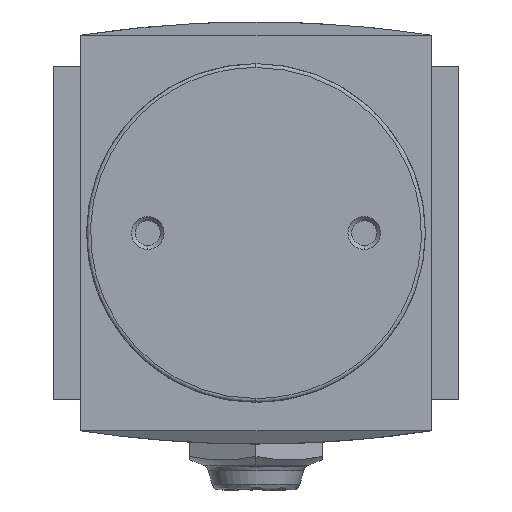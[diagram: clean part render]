
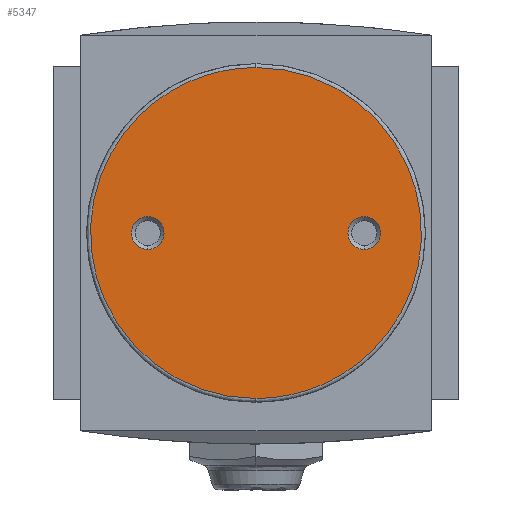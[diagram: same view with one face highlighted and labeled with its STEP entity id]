
A CAD part, front view. The second image highlights one B-rep face of the part: STEP entity #5347.
In plain terms, the highlighted planar face has unit normal (0, -1, 0).
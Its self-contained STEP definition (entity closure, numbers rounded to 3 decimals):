
#33 = DIRECTION ( 'NONE',  ( 0., 1., 0. ) ) ;
#604 = EDGE_CURVE ( 'NONE', #4346, #995, #14964, .T. ) ;
#760 = CARTESIAN_POINT ( 'NONE',  ( -42.5, -33., 21.25 ) ) ;
#995 = VERTEX_POINT ( 'NONE', #4200 ) ;
#1284 = AXIS2_PLACEMENT_3D ( 'NONE', #9458, #15833, #11317 ) ;
#1725 = DIRECTION ( 'NONE',  ( 0., -1., 0. ) ) ;
#1887 = DIRECTION ( 'NONE',  ( 0., -1., 0. ) ) ;
#1923 = CARTESIAN_POINT ( 'NONE',  ( 42.5, -33., 21.25 ) ) ;
#2020 = EDGE_CURVE ( 'NONE', #3269, #10542, #7216, .T. ) ;
#3066 =( BOUNDED_CURVE ( )  B_SPLINE_CURVE ( 3, ( #6943, #19686, #760, #11515 ),
 .UNSPECIFIED., .F., .F. ) 
 B_SPLINE_CURVE_WITH_KNOTS ( ( 4, 4 ),
 ( 0., 0.5 ),
 .UNSPECIFIED. ) 
 CURVE ( )  GEOMETRIC_REPRESENTATION_ITEM ( )  RATIONAL_B_SPLINE_CURVE ( ( 1., 0.333, 0.333, 1. ) ) 
 REPRESENTATION_ITEM ( '' )  );
#3269 = VERTEX_POINT ( 'NONE', #11059 ) ;
#3327 = CARTESIAN_POINT ( 'NONE',  ( 0., -33., -21.25 ) ) ;
#3959 = FACE_OUTER_BOUND ( 'NONE', #11904, .T. ) ;
#4046 = ORIENTED_EDGE ( 'NONE', *, *, #604, .F. ) ;
#4200 = CARTESIAN_POINT ( 'NONE',  ( -13.9, -33., -2.1 ) ) ;
#4302 = ORIENTED_EDGE ( 'NONE', *, *, #11607, .F. ) ;
#4346 = VERTEX_POINT ( 'NONE', #7226 ) ;
#4468 =( BOUNDED_CURVE ( )  B_SPLINE_CURVE ( 3, ( #8154, #1923, #9747, #3327 ),
 .UNSPECIFIED., .F., .F. ) 
 B_SPLINE_CURVE_WITH_KNOTS ( ( 4, 4 ),
 ( 0.5, 1. ),
 .UNSPECIFIED. ) 
 CURVE ( )  GEOMETRIC_REPRESENTATION_ITEM ( )  RATIONAL_B_SPLINE_CURVE ( ( 1., 0.333, 0.333, 1. ) ) 
 REPRESENTATION_ITEM ( '' )  );
#4700 = FACE_BOUND ( 'NONE', #15169, .T. ) ;
#4811 = CARTESIAN_POINT ( 'NONE',  ( -13.9, -33., 0. ) ) ;
#5045 = CIRCLE ( 'NONE', #11458, 2.1 ) ;
#5347 = ADVANCED_FACE ( 'NONE', ( #7889, #3959, #4700 ), #20421, .F. ) ;
#6227 = DIRECTION ( 'NONE',  ( 0., 0., 1. ) ) ;
#6260 = VERTEX_POINT ( 'NONE', #17817 ) ;
#6943 = CARTESIAN_POINT ( 'NONE',  ( 0., -33., -21.25 ) ) ;
#7067 = ORIENTED_EDGE ( 'NONE', *, *, #12504, .F. ) ;
#7216 = CIRCLE ( 'NONE', #11842, 2.1 ) ;
#7226 = CARTESIAN_POINT ( 'NONE',  ( -13.9, -33., 2.1 ) ) ;
#7720 = EDGE_LOOP ( 'NONE', ( #19574, #4046 ) ) ;
#7889 = FACE_BOUND ( 'NONE', #7720, .T. ) ;
#8016 = CARTESIAN_POINT ( 'NONE',  ( 0., -33., 21.25 ) ) ;
#8154 = CARTESIAN_POINT ( 'NONE',  ( 0., -33., 21.25 ) ) ;
#9458 = CARTESIAN_POINT ( 'NONE',  ( -13.9, -33., 0. ) ) ;
#9463 = AXIS2_PLACEMENT_3D ( 'NONE', #12718, #1887, #14305 ) ;
#9747 = CARTESIAN_POINT ( 'NONE',  ( 42.5, -33., -21.25 ) ) ;
#10403 = VERTEX_POINT ( 'NONE', #8016 ) ;
#10542 = VERTEX_POINT ( 'NONE', #11697 ) ;
#10619 = DIRECTION ( 'NONE',  ( 0., -1., 0. ) ) ;
#10979 = CARTESIAN_POINT ( 'NONE',  ( 21.25, -33., 0. ) ) ;
#11059 = CARTESIAN_POINT ( 'NONE',  ( 13.9, -33., -2.1 ) ) ;
#11317 = DIRECTION ( 'NONE',  ( 0., 0., -1. ) ) ;
#11458 = AXIS2_PLACEMENT_3D ( 'NONE', #4811, #1725, #14488 ) ;
#11515 = CARTESIAN_POINT ( 'NONE',  ( 0., -33., 21.25 ) ) ;
#11607 = EDGE_CURVE ( 'NONE', #6260, #10403, #3066, .T. ) ;
#11697 = CARTESIAN_POINT ( 'NONE',  ( 13.9, -33., 2.1 ) ) ;
#11842 = AXIS2_PLACEMENT_3D ( 'NONE', #15232, #10619, #13723 ) ;
#11904 = EDGE_LOOP ( 'NONE', ( #4302, #7067 ) ) ;
#12504 = EDGE_CURVE ( 'NONE', #10403, #6260, #4468, .T. ) ;
#12718 = CARTESIAN_POINT ( 'NONE',  ( 13.9, -33., 0. ) ) ;
#13353 = ORIENTED_EDGE ( 'NONE', *, *, #2020, .F. ) ;
#13723 = DIRECTION ( 'NONE',  ( 0., 0., -1. ) ) ;
#14305 = DIRECTION ( 'NONE',  ( 0., 0., -1. ) ) ;
#14488 = DIRECTION ( 'NONE',  ( 0., 0., -1. ) ) ;
#14964 = CIRCLE ( 'NONE', #1284, 2.1 ) ;
#15169 = EDGE_LOOP ( 'NONE', ( #13353, #20339 ) ) ;
#15232 = CARTESIAN_POINT ( 'NONE',  ( 13.9, -33., 0. ) ) ;
#15302 = EDGE_CURVE ( 'NONE', #10542, #3269, #17167, .T. ) ;
#15833 = DIRECTION ( 'NONE',  ( 0., -1., 0. ) ) ;
#16735 = AXIS2_PLACEMENT_3D ( 'NONE', #10979, #33, #6227 ) ;
#17167 = CIRCLE ( 'NONE', #9463, 2.1 ) ;
#17817 = CARTESIAN_POINT ( 'NONE',  ( 0., -33., -21.25 ) ) ;
#17942 = EDGE_CURVE ( 'NONE', #995, #4346, #5045, .T. ) ;
#19574 = ORIENTED_EDGE ( 'NONE', *, *, #17942, .F. ) ;
#19686 = CARTESIAN_POINT ( 'NONE',  ( -42.5, -33., -21.25 ) ) ;
#20339 = ORIENTED_EDGE ( 'NONE', *, *, #15302, .F. ) ;
#20421 = PLANE ( 'NONE',  #16735 ) ;
